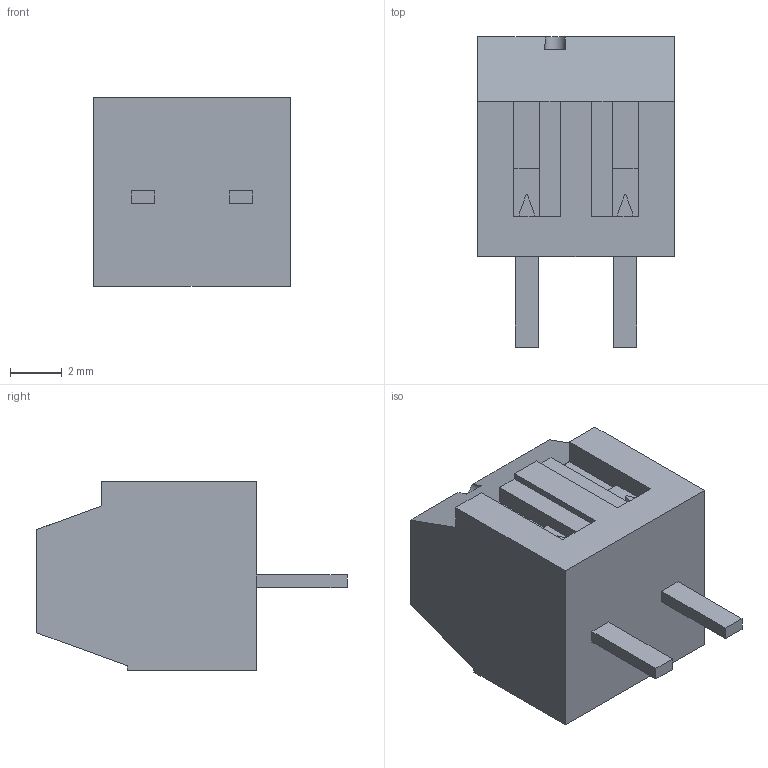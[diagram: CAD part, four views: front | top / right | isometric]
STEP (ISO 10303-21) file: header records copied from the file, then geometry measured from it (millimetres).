
FILE_DESCRIPTION(('STEP AP214'),'1');
FILE_NAME('1776113-2.stp','2018-10-15T07:12:41',('TraceParts'),('TraceParts S.A.'),'Spatial InterOp 3D',' ',' ');
FILE_SCHEMA(('automotive_design'));
Length unit declared in the file: millimetre
Products named in the file (1): 1776113-2
Bounding box: 7.62 x 12 x 7.3 mm (x, y, z)
Volume: 386.8 mm3; surface area: 412.5 mm2
Topology: 1 solids, 1 shells, 88 faces, 238 edges, 158 vertices
Faces by surface type: plane 71, cylinder 13, bspline 4
Entity records: 2948 total; most frequent: CARTESIAN_POINT 752, ORIENTED_EDGE 476, DIRECTION 410, EDGE_CURVE 238, LINE 184, VECTOR 184, VERTEX_POINT 158, AXIS2_PLACEMENT_3D 113
